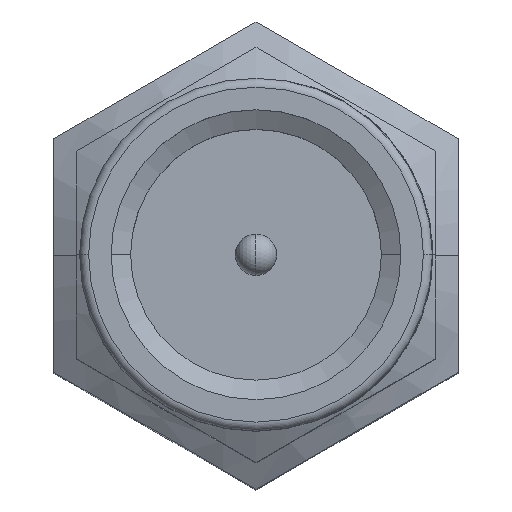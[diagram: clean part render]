
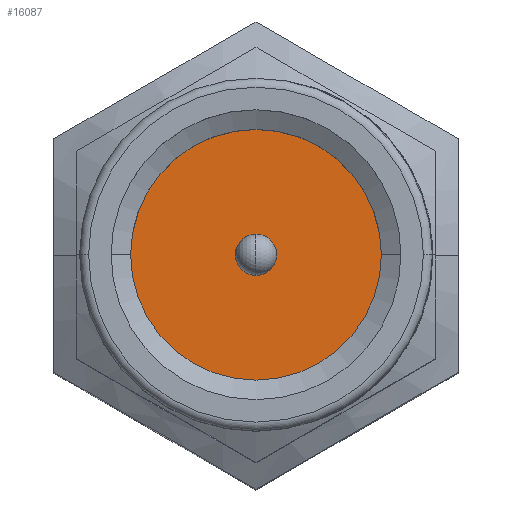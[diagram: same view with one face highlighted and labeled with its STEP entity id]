
A CAD part, top view. The second image highlights one B-rep face of the part: STEP entity #16087.
In plain terms, the highlighted planar face has unit normal (0, 0, 1).
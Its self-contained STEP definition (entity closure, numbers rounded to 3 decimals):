
#533 = ORIENTED_EDGE ( 'NONE', *, *, #15056, .F. ) ;
#565 = VERTEX_POINT ( 'NONE', #9100 ) ;
#567 = VERTEX_POINT ( 'NONE', #9102 ) ;
#2336 = CARTESIAN_POINT ( 'NONE',  ( 0., 0., -2.621 ) ) ;
#2337 = DIRECTION ( 'NONE',  ( 0., 0., -1. ) ) ;
#2338 = DIRECTION ( 'NONE',  ( -1., 0., 0. ) ) ;
#2371 = CARTESIAN_POINT ( 'NONE',  ( 0., 0., -2.621 ) ) ;
#2372 = DIRECTION ( 'NONE',  ( 0., 0., -1. ) ) ;
#2373 = DIRECTION ( 'NONE',  ( -1., 0., 0. ) ) ;
#6115 = CARTESIAN_POINT ( 'NONE',  ( 0.46, 0., -2.621 ) ) ;
#6144 = CARTESIAN_POINT ( 'NONE',  ( -0.46, 0., -2.621 ) ) ;
#7166 = CIRCLE ( 'NONE', #9476, 2.79 ) ;
#7179 = CIRCLE ( 'NONE', #9478, 2.79 ) ;
#9100 = CARTESIAN_POINT ( 'NONE',  ( 2.79, 0., -2.621 ) ) ;
#9102 = CARTESIAN_POINT ( 'NONE',  ( -2.79, 0., -2.621 ) ) ;
#9476 = AXIS2_PLACEMENT_3D ( 'NONE', #2336, #2337, #2338 ) ;
#9478 = AXIS2_PLACEMENT_3D ( 'NONE', #2371, #2372, #2373 ) ;
#11719 = VERTEX_POINT ( 'NONE', #6115 ) ;
#11752 = VERTEX_POINT ( 'NONE', #6144 ) ;
#12854 = DIRECTION ( 'NONE',  ( 0., 0., -1. ) ) ;
#12864 = CARTESIAN_POINT ( 'NONE',  ( 0., 0., -2.621 ) ) ;
#12866 = PLANE ( 'NONE',  #13922 ) ;
#12868 = DIRECTION ( 'NONE',  ( -1., 0., 0. ) ) ;
#13293 = CARTESIAN_POINT ( 'NONE',  ( 0., 0., -2.621 ) ) ;
#13294 = DIRECTION ( 'NONE',  ( 0., 0., 1. ) ) ;
#13295 = DIRECTION ( 'NONE',  ( -1., 0., 0. ) ) ;
#13525 = FACE_OUTER_BOUND ( 'NONE', #14810, .T. ) ;
#13529 = FACE_BOUND ( 'NONE', #14796, .T. ) ;
#13624 = CIRCLE ( 'NONE', #14002, 0.46 ) ;
#13922 = AXIS2_PLACEMENT_3D ( 'NONE', #12864, #12854, #12868 ) ;
#14002 = AXIS2_PLACEMENT_3D ( 'NONE', #13293, #13294, #13295 ) ;
#14032 = AXIS2_PLACEMENT_3D ( 'NONE', #14354, #14355, #14356 ) ;
#14354 = CARTESIAN_POINT ( 'NONE',  ( 0., 0., -2.621 ) ) ;
#14355 = DIRECTION ( 'NONE',  ( 0., 0., 1. ) ) ;
#14356 = DIRECTION ( 'NONE',  ( -1., 0., 0. ) ) ;
#14796 = EDGE_LOOP ( 'NONE', ( #15795, #15800 ) ) ;
#14810 = EDGE_LOOP ( 'NONE', ( #533, #15803 ) ) ;
#14978 = CIRCLE ( 'NONE', #14032, 0.46 ) ;
#15045 = EDGE_CURVE ( 'NONE', #567, #565, #7166, .T. ) ;
#15056 = EDGE_CURVE ( 'NONE', #565, #567, #7179, .T. ) ;
#15795 = ORIENTED_EDGE ( 'NONE', *, *, #16175, .F. ) ;
#15800 = ORIENTED_EDGE ( 'NONE', *, *, #16264, .F. ) ;
#15803 = ORIENTED_EDGE ( 'NONE', *, *, #15045, .F. ) ;
#16087 = ADVANCED_FACE ( 'NONE', ( #13525, #13529 ), #12866, .F. ) ;
#16175 = EDGE_CURVE ( 'NONE', #11719, #11752, #13624, .T. ) ;
#16264 = EDGE_CURVE ( 'NONE', #11752, #11719, #14978, .T. ) ;
